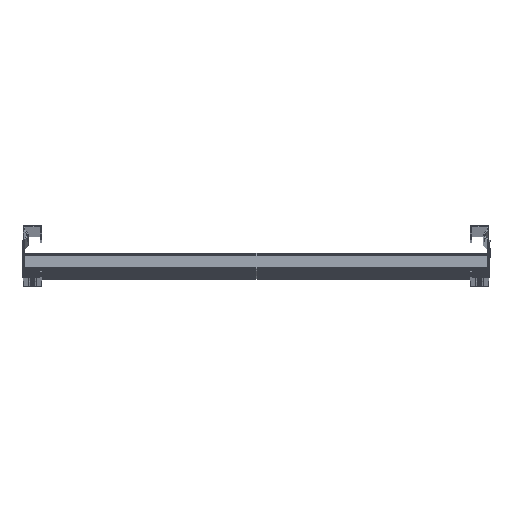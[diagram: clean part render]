
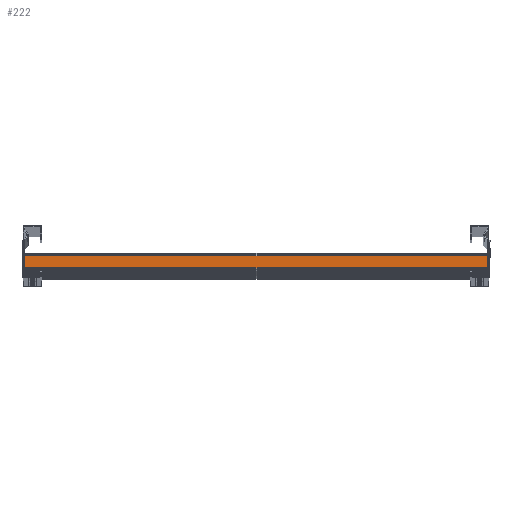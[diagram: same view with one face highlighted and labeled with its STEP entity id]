
A CAD part, top view. The second image highlights one B-rep face of the part: STEP entity #222.
In plain terms, the highlighted face is planar.
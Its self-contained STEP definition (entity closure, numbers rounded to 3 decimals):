
#222 = ADVANCED_FACE ( 'NONE', ( #12054 ), #4282, .T. ) ;
#813 = LINE ( 'NONE', #10066, #3992 ) ;
#887 = CARTESIAN_POINT ( 'NONE',  ( 18., 15.5, 248.5 ) ) ;
#1080 = EDGE_CURVE ( 'NONE', #9126, #5254, #813, .T. ) ;
#1293 = CARTESIAN_POINT ( 'NONE',  ( 18., 18., -248.5 ) ) ;
#1506 = DIRECTION ( 'NONE',  ( 0., 0., -1. ) ) ;
#1835 = VECTOR ( 'NONE', #3046, 1000. ) ;
#1957 = CARTESIAN_POINT ( 'NONE',  ( 18., 2.5, -248.5 ) ) ;
#3046 = DIRECTION ( 'NONE',  ( 0., 0., -1. ) ) ;
#3161 = DIRECTION ( 'NONE',  ( 0., 0., -1. ) ) ;
#3260 = EDGE_CURVE ( 'NONE', #12347, #9126, #13243, .T. ) ;
#3714 = VERTEX_POINT ( 'NONE', #6646 ) ;
#3833 = VECTOR ( 'NONE', #8819, 1000. ) ;
#3992 = VECTOR ( 'NONE', #1506, 1000. ) ;
#3996 = DIRECTION ( 'NONE',  ( 0., -1., 0. ) ) ;
#4120 = EDGE_CURVE ( 'NONE', #12347, #3714, #7189, .T. ) ;
#4282 = PLANE ( 'NONE',  #11461 ) ;
#5254 = VERTEX_POINT ( 'NONE', #1957 ) ;
#5309 = CARTESIAN_POINT ( 'NONE',  ( 18., 18., 248.5 ) ) ;
#6157 = CARTESIAN_POINT ( 'NONE',  ( 18., 18., 248.5 ) ) ;
#6232 = ORIENTED_EDGE ( 'NONE', *, *, #3260, .T. ) ;
#6646 = CARTESIAN_POINT ( 'NONE',  ( 18., 15.5, -248.5 ) ) ;
#7189 = LINE ( 'NONE', #887, #1835 ) ;
#7540 = VECTOR ( 'NONE', #3996, 1000. ) ;
#7683 = EDGE_CURVE ( 'NONE', #3714, #5254, #11039, .T. ) ;
#8315 = CARTESIAN_POINT ( 'NONE',  ( 18., 2.5, 248.5 ) ) ;
#8629 = ORIENTED_EDGE ( 'NONE', *, *, #1080, .T. ) ;
#8819 = DIRECTION ( 'NONE',  ( 0., -1., 0. ) ) ;
#9126 = VERTEX_POINT ( 'NONE', #8315 ) ;
#9344 = ORIENTED_EDGE ( 'NONE', *, *, #4120, .F. ) ;
#9751 = ORIENTED_EDGE ( 'NONE', *, *, #7683, .F. ) ;
#10026 = CARTESIAN_POINT ( 'NONE',  ( 18., 15.5, 248.5 ) ) ;
#10029 = EDGE_LOOP ( 'NONE', ( #9751, #9344, #6232, #8629 ) ) ;
#10066 = CARTESIAN_POINT ( 'NONE',  ( 18., 2.5, 248.5 ) ) ;
#11039 = LINE ( 'NONE', #1293, #3833 ) ;
#11461 = AXIS2_PLACEMENT_3D ( 'NONE', #5309, #11774, #3161 ) ;
#11774 = DIRECTION ( 'NONE',  ( 1., 0., 0. ) ) ;
#12054 = FACE_OUTER_BOUND ( 'NONE', #10029, .T. ) ;
#12347 = VERTEX_POINT ( 'NONE', #10026 ) ;
#13243 = LINE ( 'NONE', #6157, #7540 ) ;
